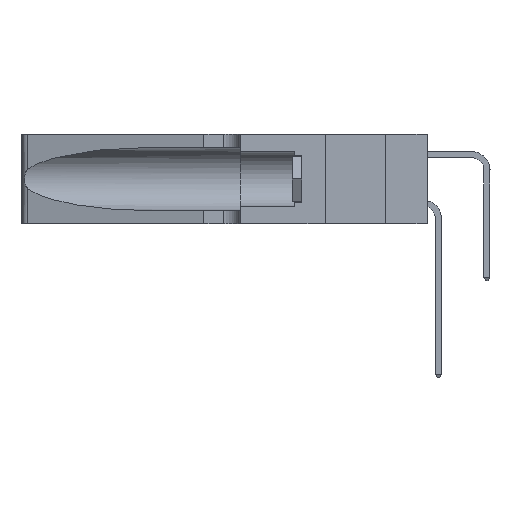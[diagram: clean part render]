
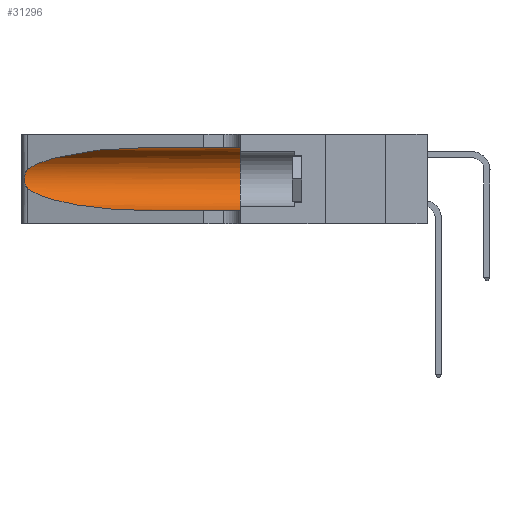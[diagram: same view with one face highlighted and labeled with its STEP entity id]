
A CAD part, left-side view. The second image highlights one B-rep face of the part: STEP entity #31296.
In plain terms, the highlighted cylindrical face has radius 3.308 mm (diameter 6.617 mm), a partial arc.
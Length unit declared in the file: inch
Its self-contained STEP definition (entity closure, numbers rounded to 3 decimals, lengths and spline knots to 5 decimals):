
#221 = CARTESIAN_POINT ( 'NONE',  ( 0.25555, 1.22993, 0.14849 ) ) ;
#437 = CARTESIAN_POINT ( 'NONE',  ( 0.25487, 1.22718, 0.14631 ) ) ;
#662 = DIRECTION ( 'NONE',  ( 0., 0., -1. ) ) ;
#2746 = CARTESIAN_POINT ( 'NONE',  ( 0.26017, 1.23833, 0.17102 ) ) ;
#3277 = DIRECTION ( 'NONE',  ( 0., -1., 0. ) ) ;
#4223 = CARTESIAN_POINT ( 'NONE',  ( 0.25487, 1.22718, 0.14631 ) ) ;
#4491 = CARTESIAN_POINT ( 'NONE',  ( 0.25487, 1.22718, 0.22369 ) ) ;
#4528 = CARTESIAN_POINT ( 'NONE',  ( 0.25639, 1.23184, 0.21858 ) ) ;
#4591 = CARTESIAN_POINT ( 'NONE',  ( 0.1305, 0.35, 0.31525 ) ) ;
#5301 = CARTESIAN_POINT ( 'NONE',  ( 0.25789, 1.23486, 0.15765 ) ) ;
#6753 = EDGE_CURVE ( 'NONE', #16530, #18056, #10311, .T. ) ;
#7967 = CARTESIAN_POINT ( 'NONE',  ( 0.26075, 1.23896, 0.178 ) ) ;
#7982 = CARTESIAN_POINT ( 'NONE',  ( 0.25487, 1.22718, 0.22369 ) ) ;
#8209 = AXIS2_PLACEMENT_3D ( 'NONE', #30639, #10655, #21736 ) ;
#8577 = DIRECTION ( 'NONE',  ( 0., -1., 0. ) ) ;
#9702 = ORIENTED_EDGE ( 'NONE', *, *, #31500, .T. ) ;
#10184 = CARTESIAN_POINT ( 'NONE',  ( 0.2373, 1.15595, 0.08982 ) ) ;
#10311 =( BOUNDED_CURVE ( )  B_SPLINE_CURVE ( 3, ( #17879, #10184, #20612, #17986 ),
 .UNSPECIFIED., .F., .F. ) 
 B_SPLINE_CURVE_WITH_KNOTS ( ( 4, 4 ),
 ( 3.44316, 4.71239 ),
 .UNSPECIFIED. ) 
 CURVE ( )  GEOMETRIC_REPRESENTATION_ITEM ( )  RATIONAL_B_SPLINE_CURVE ( ( 1., 0.87, 0.87, 1. ) ) 
 REPRESENTATION_ITEM ( '' )  );
#10655 = DIRECTION ( 'NONE',  ( 0., 1., 0. ) ) ;
#10874 = EDGE_LOOP ( 'NONE', ( #9702, #12429, #12827, #28448, #15111, #17912 ) ) ;
#11480 = VERTEX_POINT ( 'NONE', #26565 ) ;
#11758 = CARTESIAN_POINT ( 'NONE',  ( 0.1305, 0.72297, 0.31525 ) ) ;
#11977 = EDGE_CURVE ( 'NONE', #17428, #28095, #28105, .T. ) ;
#12192 = CARTESIAN_POINT ( 'NONE',  ( 0.25787, 1.23484, 0.2124 ) ) ;
#12429 = ORIENTED_EDGE ( 'NONE', *, *, #31090, .T. ) ;
#12520 = CARTESIAN_POINT ( 'NONE',  ( 0.25555, 1.22994, 0.2215 ) ) ;
#12524 = FACE_OUTER_BOUND ( 'NONE', #10874, .T. ) ;
#12827 = ORIENTED_EDGE ( 'NONE', *, *, #6753, .T. ) ;
#13372 = VECTOR ( 'NONE', #30740, 39.37008 ) ;
#14335 = CARTESIAN_POINT ( 'NONE',  ( 0.2373, 1.15595, 0.28018 ) ) ;
#15111 = ORIENTED_EDGE ( 'NONE', *, *, #11977, .F. ) ;
#15659 = CARTESIAN_POINT ( 'NONE',  ( 0.1305, 1.61858, 0.185 ) ) ;
#16530 = VERTEX_POINT ( 'NONE', #4223 ) ;
#16543 = CARTESIAN_POINT ( 'NONE',  ( 0.1305, 0.35, 0.05475 ) ) ;
#17086 = CARTESIAN_POINT ( 'NONE',  ( 0.25487, 1.22718, 0.22369 ) ) ;
#17428 = VERTEX_POINT ( 'NONE', #4591 ) ;
#17728 = CARTESIAN_POINT ( 'NONE',  ( 0.26075, 1.23896, 0.19203 ) ) ;
#17879 = CARTESIAN_POINT ( 'NONE',  ( 0.25487, 1.22718, 0.14631 ) ) ;
#17912 = ORIENTED_EDGE ( 'NONE', *, *, #29092, .F. ) ;
#17986 = CARTESIAN_POINT ( 'NONE',  ( 0.1305, 0.72297, 0.05475 ) ) ;
#18040 = LINE ( 'NONE', #27379, #13372 ) ;
#18056 = VERTEX_POINT ( 'NONE', #20666 ) ;
#19456 = CARTESIAN_POINT ( 'NONE',  ( 0.18966, 0.96281, 0.31525 ) ) ;
#20232 = CARTESIAN_POINT ( 'NONE',  ( 0.25856, 1.23593, 0.16098 ) ) ;
#20441 = AXIS2_PLACEMENT_3D ( 'NONE', #15659, #3277, #662 ) ;
#20612 = CARTESIAN_POINT ( 'NONE',  ( 0.18966, 0.96281, 0.05475 ) ) ;
#20666 = CARTESIAN_POINT ( 'NONE',  ( 0.1305, 0.72297, 0.05475 ) ) ;
#21736 = DIRECTION ( 'NONE',  ( 0., 0., 1. ) ) ;
#22189 = EDGE_CURVE ( 'NONE', #18056, #28095, #18040, .T. ) ;
#22764 = CARTESIAN_POINT ( 'NONE',  ( 0.25639, 1.23186, 0.15144 ) ) ;
#23099 = CYLINDRICAL_SURFACE ( 'NONE', #20441, 0.13025 ) ;
#23152 = VERTEX_POINT ( 'NONE', #7982 ) ;
#23286 = CARTESIAN_POINT ( 'NONE',  ( 0.1305, 1.61858, 0.31525 ) ) ;
#24639 = CARTESIAN_POINT ( 'NONE',  ( 0.25854, 1.2359, 0.20912 ) ) ;
#25184 = LINE ( 'NONE', #23286, #27924 ) ;
#25312 =( BOUNDED_CURVE ( )  B_SPLINE_CURVE ( 3, ( #11758, #19456, #14335, #4491 ),
 .UNSPECIFIED., .F., .T. ) 
 B_SPLINE_CURVE_WITH_KNOTS ( ( 4, 4 ),
 ( 1.5708, 2.84003 ),
 .UNSPECIFIED. ) 
 CURVE ( )  GEOMETRIC_REPRESENTATION_ITEM ( )  RATIONAL_B_SPLINE_CURVE ( ( 1., 0.87, 0.87, 1. ) ) 
 REPRESENTATION_ITEM ( '' )  );
#26565 = CARTESIAN_POINT ( 'NONE',  ( 0.1305, 0.72297, 0.31525 ) ) ;
#27379 = CARTESIAN_POINT ( 'NONE',  ( 0.1305, 1.61858, 0.05475 ) ) ;
#27924 = VECTOR ( 'NONE', #8577, 39.37008 ) ;
#28095 = VERTEX_POINT ( 'NONE', #16543 ) ;
#28105 = CIRCLE ( 'NONE', #8209, 0.13025 ) ;
#28448 = ORIENTED_EDGE ( 'NONE', *, *, #22189, .T. ) ;
#29092 = EDGE_CURVE ( 'NONE', #11480, #17428, #25184, .T. ) ;
#29665 = CARTESIAN_POINT ( 'NONE',  ( 0.26018, 1.23835, 0.19895 ) ) ;
#30639 = CARTESIAN_POINT ( 'NONE',  ( 0.1305, 0.35, 0.185 ) ) ;
#30740 = DIRECTION ( 'NONE',  ( 0., -1., 0. ) ) ;
#31090 = EDGE_CURVE ( 'NONE', #23152, #16530, #31113, .T. ) ;
#31113 = B_SPLINE_CURVE_WITH_KNOTS ( 'NONE', 3,
 ( #17086, #12520, #4528, #12192, #24639, #29665, #17728, #7967, #2746, #20232, #5301, #22764, #221, #437 ),
 .UNSPECIFIED., .F., .F.,
 ( 4, 2, 2, 2, 2, 2, 4 ),
 ( 0., 0.00027, 0.00053, 0.00107, 0.0016, 0.00187, 0.00214 ),
 .UNSPECIFIED. ) ;
#31296 = ADVANCED_FACE ( 'NONE', ( #12524 ), #23099, .F. ) ;
#31500 = EDGE_CURVE ( 'NONE', #11480, #23152, #25312, .T. ) ;
